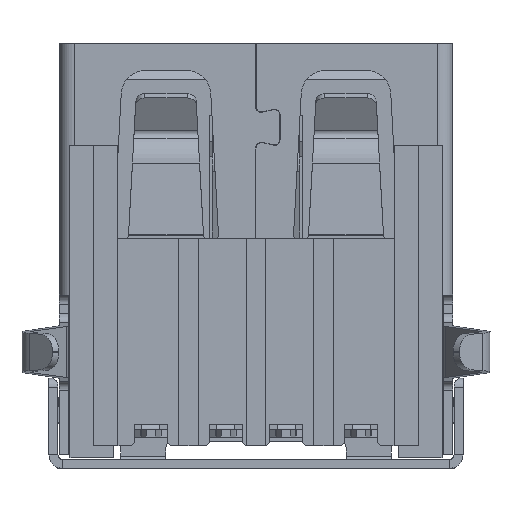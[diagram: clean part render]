
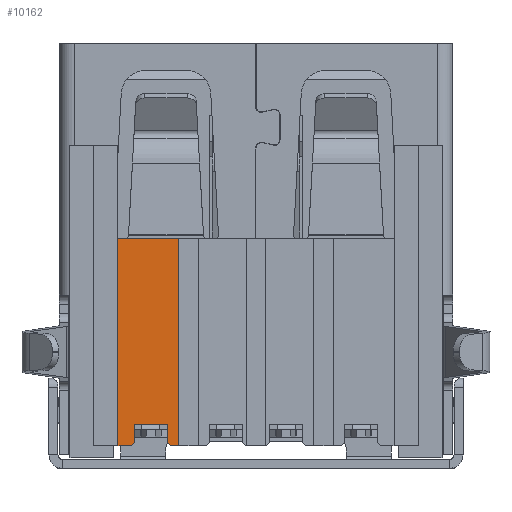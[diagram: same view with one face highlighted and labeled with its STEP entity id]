
A CAD part, front view. The second image highlights one B-rep face of the part: STEP entity #10162.
In plain terms, the highlighted planar face has unit normal (0, -1, 0).
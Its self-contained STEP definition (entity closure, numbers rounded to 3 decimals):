
#178 = EDGE_CURVE ( 'NONE', #11898, #26795, #30389, .T. ) ;
#230 = VECTOR ( 'NONE', #29901, 1000. ) ;
#568 = CARTESIAN_POINT ( 'NONE',  ( 0., 0.39, 3.78 ) ) ;
#1131 = LINE ( 'NONE', #31576, #12688 ) ;
#1473 = LINE ( 'NONE', #26241, #10555 ) ;
#2359 = ORIENTED_EDGE ( 'NONE', *, *, #15091, .T. ) ;
#2521 = VECTOR ( 'NONE', #5987, 1000. ) ;
#2962 = CARTESIAN_POINT ( 'NONE',  ( -2.85, 0.39, -3.12 ) ) ;
#4803 = CARTESIAN_POINT ( 'NONE',  ( -2.575, 0.39, 3.78 ) ) ;
#5356 = LINE ( 'NONE', #25182, #30042 ) ;
#5987 = DIRECTION ( 'NONE',  ( 0., 0., 1. ) ) ;
#6137 = CARTESIAN_POINT ( 'NONE',  ( -2.95, 0.39, -2.72 ) ) ;
#6152 = EDGE_LOOP ( 'NONE', ( #10795, #2359, #28301, #19227, #12894, #15338, #29260, #6613, #12635, #18112 ) ) ;
#6598 = FACE_OUTER_BOUND ( 'NONE', #6152, .T. ) ;
#6613 = ORIENTED_EDGE ( 'NONE', *, *, #12330, .F. ) ;
#7633 = DIRECTION ( 'NONE',  ( 1., 0., 0. ) ) ;
#7776 = CARTESIAN_POINT ( 'NONE',  ( -2.9, 0.39, -3.07 ) ) ;
#8964 = VERTEX_POINT ( 'NONE', #16044 ) ;
#9004 = LINE ( 'NONE', #568, #27509 ) ;
#9343 = VECTOR ( 'NONE', #13006, 1000. ) ;
#10162 = ADVANCED_FACE ( 'NONE', ( #6598 ), #32116, .T. ) ;
#10555 = VECTOR ( 'NONE', #23710, 1000. ) ;
#10795 = ORIENTED_EDGE ( 'NONE', *, *, #20892, .T. ) ;
#10809 = LINE ( 'NONE', #22135, #2521 ) ;
#11116 = EDGE_CURVE ( 'NONE', #33802, #26878, #9004, .T. ) ;
#11230 = CARTESIAN_POINT ( 'NONE',  ( -4.6, 0.39, -3.12 ) ) ;
#11439 = DIRECTION ( 'NONE',  ( 0., 0., -1. ) ) ;
#11764 = EDGE_CURVE ( 'NONE', #26795, #31491, #1131, .T. ) ;
#11898 = VERTEX_POINT ( 'NONE', #19108 ) ;
#12330 = EDGE_CURVE ( 'NONE', #14174, #26878, #21716, .T. ) ;
#12635 = ORIENTED_EDGE ( 'NONE', *, *, #23927, .F. ) ;
#12688 = VECTOR ( 'NONE', #18537, 1000. ) ;
#12894 = ORIENTED_EDGE ( 'NONE', *, *, #11764, .T. ) ;
#13006 = DIRECTION ( 'NONE',  ( 0., 0., 1. ) ) ;
#13128 = EDGE_CURVE ( 'NONE', #33802, #31491, #17981, .T. ) ;
#13415 = CARTESIAN_POINT ( 'NONE',  ( -3.5, 0.39, -2.42 ) ) ;
#14021 = VERTEX_POINT ( 'NONE', #31542 ) ;
#14174 = VERTEX_POINT ( 'NONE', #11230 ) ;
#15091 = EDGE_CURVE ( 'NONE', #8964, #14021, #30541, .T. ) ;
#15338 = ORIENTED_EDGE ( 'NONE', *, *, #13128, .F. ) ;
#15567 = VECTOR ( 'NONE', #21031, 1000. ) ;
#16044 = CARTESIAN_POINT ( 'NONE',  ( -4.05, 0.39, -2.42 ) ) ;
#16544 = CARTESIAN_POINT ( 'NONE',  ( -4.6, 0.39, 0.33 ) ) ;
#17981 = LINE ( 'NONE', #32768, #230 ) ;
#18112 = ORIENTED_EDGE ( 'NONE', *, *, #27031, .T. ) ;
#18537 = DIRECTION ( 'NONE',  ( 1., 0., 0. ) ) ;
#19108 = CARTESIAN_POINT ( 'NONE',  ( -2.95, 0.39, -3.02 ) ) ;
#19148 = DIRECTION ( 'NONE',  ( -1., 0., 0. ) ) ;
#19227 = ORIENTED_EDGE ( 'NONE', *, *, #178, .T. ) ;
#19427 = VERTEX_POINT ( 'NONE', #21101 ) ;
#20892 = EDGE_CURVE ( 'NONE', #19427, #8964, #10809, .T. ) ;
#21031 = DIRECTION ( 'NONE',  ( 0.707, 0., -0.707 ) ) ;
#21101 = CARTESIAN_POINT ( 'NONE',  ( -4.05, 0.39, -3.02 ) ) ;
#21716 = LINE ( 'NONE', #16544, #9343 ) ;
#21784 = CARTESIAN_POINT ( 'NONE',  ( -4.15, 0.39, -3.12 ) ) ;
#22101 = VECTOR ( 'NONE', #11439, 1000. ) ;
#22135 = CARTESIAN_POINT ( 'NONE',  ( -4.05, 0.39, -2.72 ) ) ;
#23710 = DIRECTION ( 'NONE',  ( -1., 0., 0. ) ) ;
#23927 = EDGE_CURVE ( 'NONE', #25282, #14174, #1473, .T. ) ;
#24242 = DIRECTION ( 'NONE',  ( 0., -1., 0. ) ) ;
#24469 = AXIS2_PLACEMENT_3D ( 'NONE', #29377, #24242, #29616 ) ;
#25182 = CARTESIAN_POINT ( 'NONE',  ( -4.1, 0.39, -3.07 ) ) ;
#25282 = VERTEX_POINT ( 'NONE', #21784 ) ;
#26040 = VECTOR ( 'NONE', #7633, 1000. ) ;
#26241 = CARTESIAN_POINT ( 'NONE',  ( -3.588, 0.39, -3.12 ) ) ;
#26795 = VERTEX_POINT ( 'NONE', #2962 ) ;
#26802 = CARTESIAN_POINT ( 'NONE',  ( -4.6, 0.39, 3.78 ) ) ;
#26878 = VERTEX_POINT ( 'NONE', #26802 ) ;
#27031 = EDGE_CURVE ( 'NONE', #25282, #19427, #5356, .T. ) ;
#27401 = LINE ( 'NONE', #6137, #22101 ) ;
#27509 = VECTOR ( 'NONE', #19148, 1000. ) ;
#28301 = ORIENTED_EDGE ( 'NONE', *, *, #32478, .T. ) ;
#29260 = ORIENTED_EDGE ( 'NONE', *, *, #11116, .T. ) ;
#29377 = CARTESIAN_POINT ( 'NONE',  ( -2.535, 0.39, 3.918 ) ) ;
#29616 = DIRECTION ( 'NONE',  ( 1., 0., 0. ) ) ;
#29901 = DIRECTION ( 'NONE',  ( 0., 0., -1. ) ) ;
#29986 = DIRECTION ( 'NONE',  ( 0.707, 0., 0.707 ) ) ;
#30042 = VECTOR ( 'NONE', #29986, 1000. ) ;
#30389 = LINE ( 'NONE', #7776, #15567 ) ;
#30541 = LINE ( 'NONE', #13415, #26040 ) ;
#31491 = VERTEX_POINT ( 'NONE', #33199 ) ;
#31542 = CARTESIAN_POINT ( 'NONE',  ( -2.95, 0.39, -2.42 ) ) ;
#31576 = CARTESIAN_POINT ( 'NONE',  ( -2.25, 0.39, -3.12 ) ) ;
#32116 = PLANE ( 'NONE',  #24469 ) ;
#32478 = EDGE_CURVE ( 'NONE', #14021, #11898, #27401, .T. ) ;
#32768 = CARTESIAN_POINT ( 'NONE',  ( -2.575, 0.39, 0.33 ) ) ;
#33199 = CARTESIAN_POINT ( 'NONE',  ( -2.575, 0.39, -3.12 ) ) ;
#33802 = VERTEX_POINT ( 'NONE', #4803 ) ;
